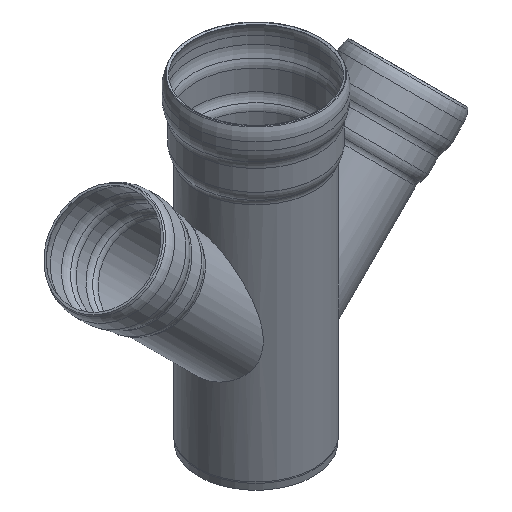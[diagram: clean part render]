
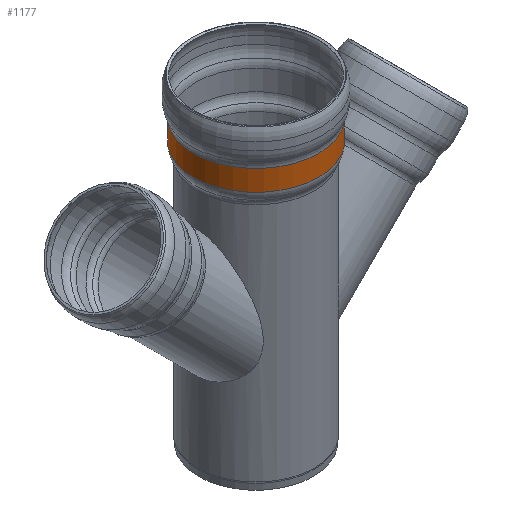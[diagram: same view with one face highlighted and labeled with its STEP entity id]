
A CAD part, isometric view. The second image highlights one B-rep face of the part: STEP entity #1177.
In plain terms, the highlighted cylindrical face has radius 715 mm (diameter 1430 mm), a full revolution.
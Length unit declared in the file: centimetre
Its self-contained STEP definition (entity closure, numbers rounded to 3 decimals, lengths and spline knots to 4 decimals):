
#51=LINE('',#2892,#82);
#82=VECTOR('',#1705,71.5);
#191=CIRCLE('',#1336,71.5);
#192=CIRCLE('',#1337,71.5);
#193=CIRCLE('',#1339,71.5);
#194=CIRCLE('',#1340,71.5);
#323=FACE_OUTER_BOUND('',#396,.T.);
#396=EDGE_LOOP('',(#991,#992,#993,#994,#995,#996));
#520=VERTEX_POINT('',#2882);
#521=VERTEX_POINT('',#2884);
#522=VERTEX_POINT('',#2888);
#523=VERTEX_POINT('',#2889);
#683=EDGE_CURVE('',#521,#520,#191,.T.);
#684=EDGE_CURVE('',#520,#521,#192,.T.);
#685=EDGE_CURVE('',#522,#523,#193,.T.);
#686=EDGE_CURVE('',#523,#522,#194,.T.);
#687=EDGE_CURVE('',#523,#521,#51,.T.);
#991=ORIENTED_EDGE('',*,*,#685,.F.);
#992=ORIENTED_EDGE('',*,*,#686,.F.);
#993=ORIENTED_EDGE('',*,*,#687,.T.);
#994=ORIENTED_EDGE('',*,*,#683,.T.);
#995=ORIENTED_EDGE('',*,*,#684,.T.);
#996=ORIENTED_EDGE('',*,*,#687,.F.);
#1127=CYLINDRICAL_SURFACE('',#1338,71.5);
#1177=ADVANCED_FACE('',(#323),#1127,.T.);
#1336=AXIS2_PLACEMENT_3D('',#2885,#1695,#1696);
#1337=AXIS2_PLACEMENT_3D('',#2886,#1697,#1698);
#1338=AXIS2_PLACEMENT_3D('',#2887,#1699,#1700);
#1339=AXIS2_PLACEMENT_3D('',#2890,#1701,#1702);
#1340=AXIS2_PLACEMENT_3D('',#2891,#1703,#1704);
#1695=DIRECTION('center_axis',(0.,0.,-1.));
#1696=DIRECTION('ref_axis',(1.,0.,0.));
#1697=DIRECTION('center_axis',(0.,0.,-1.));
#1698=DIRECTION('ref_axis',(1.,0.,0.));
#1699=DIRECTION('center_axis',(0.,0.,-1.));
#1700=DIRECTION('ref_axis',(-1.,0.,0.));
#1701=DIRECTION('center_axis',(0.,0.,-1.));
#1702=DIRECTION('ref_axis',(1.,0.,0.));
#1703=DIRECTION('center_axis',(0.,0.,-1.));
#1704=DIRECTION('ref_axis',(1.,0.,0.));
#1705=DIRECTION('',(0.,0.,1.));
#2882=CARTESIAN_POINT('',(11.8805,119.506,118.5493));
#2884=CARTESIAN_POINT('',(83.3805,191.006,118.5493));
#2885=CARTESIAN_POINT('Origin',(11.8805,191.006,118.5493));
#2886=CARTESIAN_POINT('Origin',(11.8805,191.006,118.5493));
#2887=CARTESIAN_POINT('Origin',(11.8805,191.006,106.7837));
#2888=CARTESIAN_POINT('',(11.8805,119.506,95.018));
#2889=CARTESIAN_POINT('',(83.3805,191.006,95.018));
#2890=CARTESIAN_POINT('Origin',(11.8805,191.006,95.018));
#2891=CARTESIAN_POINT('Origin',(11.8805,191.006,95.018));
#2892=CARTESIAN_POINT('',(83.3805,191.006,106.7837));
